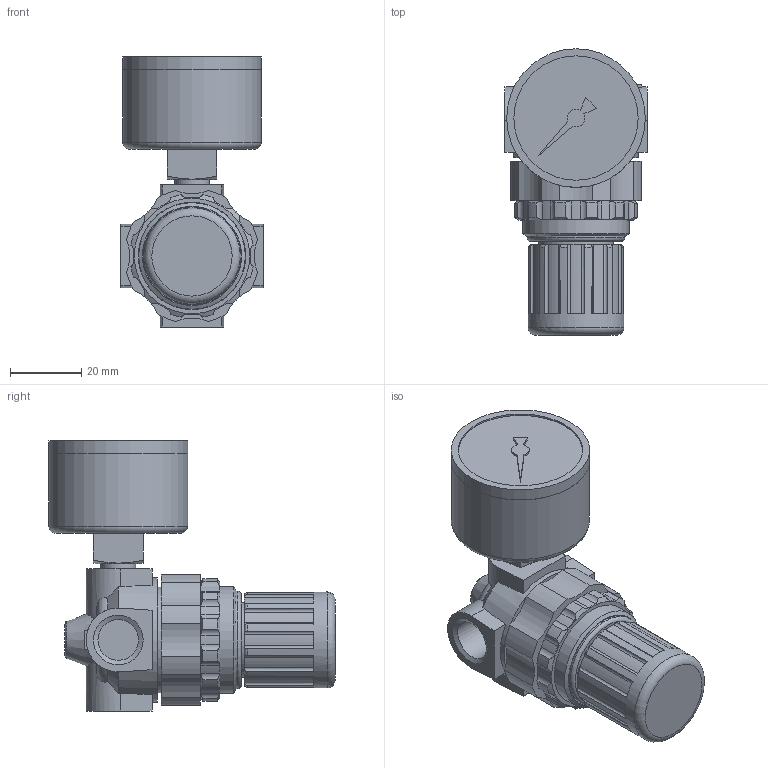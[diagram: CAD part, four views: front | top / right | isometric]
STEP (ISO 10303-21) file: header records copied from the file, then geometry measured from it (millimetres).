
FILE_DESCRIPTION(/* description */ (''),/* implementation_level */ '2;1');
FILE_NAME(/* name */ 'dr_01-6.stp',/* time_stamp */ '2019-01-16T14:32:17+01:00',/* author */ ('leitheußer'),/* organization */ (''),/* preprocessor_version */ 'ST-DEVELOPER v15.6',/* originating_system */ 'Autodesk Inventor LT ',/* authorisation */ '');
FILE_SCHEMA (('AUTOMOTIVE_DESIGN { 1 0 10303 214 3 1 1 }'));
Length unit declared in the file: millimetre
Products named in the file (1): DR.01 G S--9.1501.00.023.0V
Bounding box: 40 x 80.5 x 76 mm (x, y, z)
Volume: 87337 mm3; surface area: 19770.9 mm2
Topology: 3 solids, 3 shells, 235 faces, 625 edges, 414 vertices
Faces by surface type: cylinder 122, plane 82, cone 22, torus 9
Full cylindrical faces by diameter (mm): 8.566 x1, 9.728 x2, 11.445 x2, 21 x1, 27 x1, 27.5 x1, 28.376 x1, 29.8 x1, 30 x1, 35 x2, 38.96 x1, 39 x2
Entity records: 7983 total; most frequent: CARTESIAN_POINT 2313, DIRECTION 1176, ORIENTED_EDGE 1154, EDGE_CURVE 577, AXIS2_PLACEMENT_3D 484, VERTEX_POINT 401, EDGE_LOOP 290, CIRCLE 238
